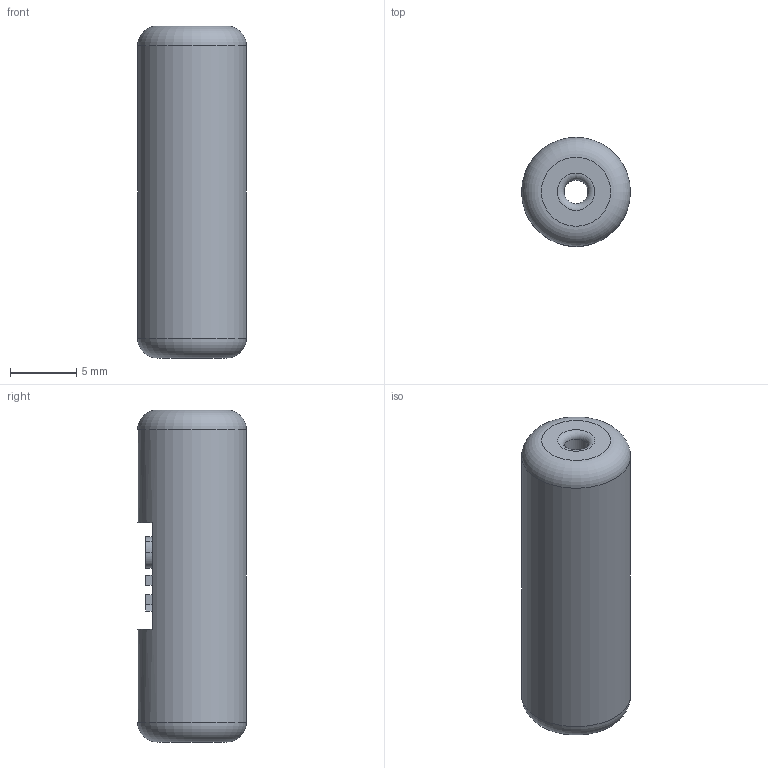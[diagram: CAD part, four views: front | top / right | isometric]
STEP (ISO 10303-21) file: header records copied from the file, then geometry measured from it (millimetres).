
FILE_DESCRIPTION(/* description */ (''),/* implementation_level */ '2;1');
FILE_NAME(/* name */ '1_6mm orifice.step',/* time_stamp */ '2024-06-01T19:14:12-04:00',/* author */ (''),/* organization */ (''),/* preprocessor_version */ 'ST-DEVELOPER v20',/* originating_system */ 'Autodesk Translation Framework v13.14.0.145',/* authorisation */ '');
FILE_SCHEMA (('AUTOMOTIVE_DESIGN { 1 0 10303 214 3 1 1 }'));
Length unit declared in the file: millimetre
Products named in the file (1): FusionComponent
Bounding box: 8.2 x 8.2 x 25 mm (x, y, z)
Volume: 1204.1 mm3; surface area: 866.5 mm2
Topology: 1 solids, 1 shells, 50 faces, 127 edges, 84 vertices
Faces by surface type: plane 27, bspline 17, torus 4, cylinder 2
Full cylindrical faces by diameter (mm): 1.8 x1, 8.2 x1
Entity records: 1562 total; most frequent: CARTESIAN_POINT 415, ORIENTED_EDGE 254, DIRECTION 177, EDGE_CURVE 127, VERTEX_POINT 84, LINE 77, VECTOR 77, EDGE_LOOP 57
